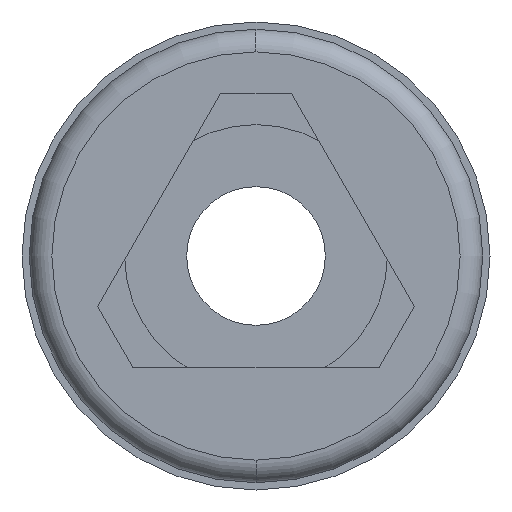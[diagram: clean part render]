
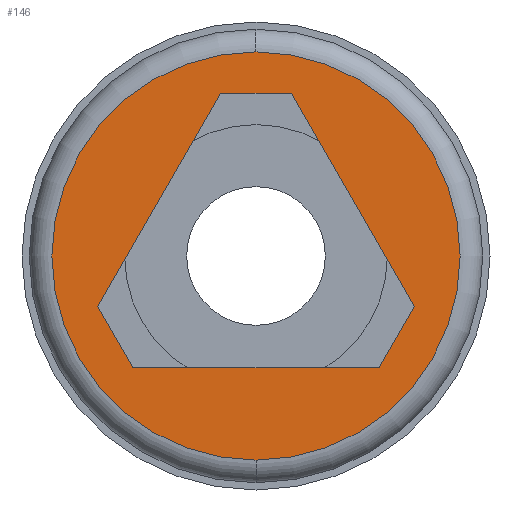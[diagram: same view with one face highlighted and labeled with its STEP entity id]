
A CAD part, front view. The second image highlights one B-rep face of the part: STEP entity #146.
In plain terms, the highlighted planar face has unit normal (0, -1, 0).
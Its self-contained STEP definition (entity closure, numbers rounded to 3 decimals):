
#146=ADVANCED_FACE('',(#338,#339),#340,.T.);
#338=FACE_BOUND('',#583,.T.);
#339=FACE_OUTER_BOUND('',#584,.T.);
#340=PLANE('',#585);
#583=EDGE_LOOP('',(#948,#949,#950,#951,#952,#953));
#584=EDGE_LOOP('',(#954,#955,#956));
#585=AXIS2_PLACEMENT_3D('',#957,#958,#959);
#948=ORIENTED_EDGE('',*,*,#1478,.T.);
#949=ORIENTED_EDGE('',*,*,#1391,.T.);
#950=ORIENTED_EDGE('',*,*,#1479,.T.);
#951=ORIENTED_EDGE('',*,*,#1480,.T.);
#952=ORIENTED_EDGE('',*,*,#1481,.T.);
#953=ORIENTED_EDGE('',*,*,#1482,.T.);
#954=ORIENTED_EDGE('',*,*,#1396,.F.);
#955=ORIENTED_EDGE('',*,*,#1395,.F.);
#956=ORIENTED_EDGE('',*,*,#1483,.F.);
#957=CARTESIAN_POINT('',(3.533,0.0,0.0));
#958=DIRECTION('',(-0.0,-1.0,-0.0));
#959=DIRECTION('',(-1.0,0.0,0.0));
#1391=EDGE_CURVE('',#1648,#1646,#1649,.T.);
#1395=EDGE_CURVE('',#1652,#1655,#1656,.T.);
#1396=EDGE_CURVE('',#1655,#1657,#1658,.T.);
#1478=EDGE_CURVE('',#1791,#1648,#1792,.T.);
#1479=EDGE_CURVE('',#1646,#1793,#1794,.T.);
#1480=EDGE_CURVE('',#1793,#1795,#1796,.T.);
#1481=EDGE_CURVE('',#1795,#1797,#1798,.T.);
#1482=EDGE_CURVE('',#1797,#1791,#1799,.T.);
#1483=EDGE_CURVE('',#1657,#1652,#1800,.T.);
#1646=VERTEX_POINT('',#2009);
#1648=VERTEX_POINT('',#2012);
#1649=LINE('',#2013,#2014);
#1652=VERTEX_POINT('',#2018);
#1655=VERTEX_POINT('',#2021);
#1656=CIRCLE('',#2022,7.065);
#1657=VERTEX_POINT('',#2023);
#1658=CIRCLE('',#2024,7.065);
#1791=VERTEX_POINT('',#2301);
#1792=LINE('',#2302,#2303);
#1793=VERTEX_POINT('',#2304);
#1794=LINE('',#2305,#2306);
#1795=VERTEX_POINT('',#2307);
#1796=LINE('',#2308,#2309);
#1797=VERTEX_POINT('',#2310);
#1798=LINE('',#2311,#2312);
#1799=LINE('',#2313,#2314);
#1800=CIRCLE('',#2315,7.065);
#2009=CARTESIAN_POINT('',(-1.226,0.0,5.625));
#2012=CARTESIAN_POINT('',(-5.485,0.0,-1.75));
#2013=CARTESIAN_POINT('',(-2.914,0.0,2.702));
#2014=VECTOR('',#2631,1.0);
#2018=CARTESIAN_POINT('',(0.,0.0,7.065));
#2021=CARTESIAN_POINT('',(7.065,0.0,0.0));
#2022=AXIS2_PLACEMENT_3D('',#2636,#2637,#2638);
#2023=CARTESIAN_POINT('',(0.,0.0,-7.065));
#2024=AXIS2_PLACEMENT_3D('',#2639,#2640,#2641);
#2301=CARTESIAN_POINT('',(-4.258,0.0,-3.875));
#2302=CARTESIAN_POINT('',(-4.43,0.0,-3.577));
#2303=VECTOR('',#2755,1.0);
#2304=CARTESIAN_POINT('',(1.226,0.0,5.625));
#2305=CARTESIAN_POINT('',(1.766,0.0,5.625));
#2306=VECTOR('',#2756,1.0);
#2307=CARTESIAN_POINT('',(5.485,0.0,-1.75));
#2308=CARTESIAN_POINT('',(3.797,0.0,1.173));
#2309=VECTOR('',#2757,1.0);
#2310=CARTESIAN_POINT('',(4.258,0.0,-3.875));
#2311=CARTESIAN_POINT('',(5.313,0.0,-2.048));
#2312=VECTOR('',#2758,1.0);
#2313=CARTESIAN_POINT('',(1.766,0.0,-3.875));
#2314=VECTOR('',#2759,1.0);
#2315=AXIS2_PLACEMENT_3D('',#2760,#2761,#2762);
#2631=DIRECTION('',(0.5,-0.0,0.866));
#2636=CARTESIAN_POINT('',(0.0,0.0,0.0));
#2637=DIRECTION('',(-0.0,1.0,0.0));
#2638=DIRECTION('',(1.0,0.0,0.0));
#2639=CARTESIAN_POINT('',(0.0,0.0,0.0));
#2640=DIRECTION('',(-0.0,1.0,0.0));
#2641=DIRECTION('',(1.0,0.0,0.0));
#2755=DIRECTION('',(-0.5,0.0,0.866));
#2756=DIRECTION('',(1.0,0.0,0.0));
#2757=DIRECTION('',(0.5,0.0,-0.866));
#2758=DIRECTION('',(-0.5,0.0,-0.866));
#2759=DIRECTION('',(-1.0,0.0,-0.0));
#2760=CARTESIAN_POINT('',(0.0,0.0,0.0));
#2761=DIRECTION('',(-0.0,1.0,0.0));
#2762=DIRECTION('',(1.0,0.0,0.0));
